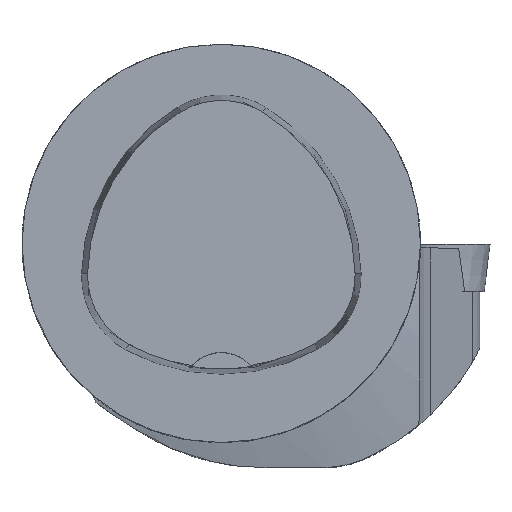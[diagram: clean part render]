
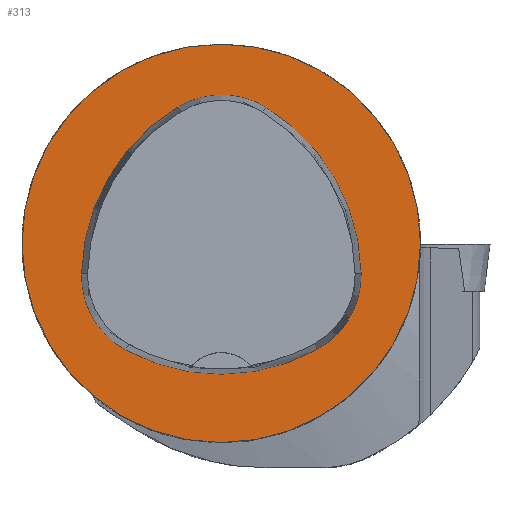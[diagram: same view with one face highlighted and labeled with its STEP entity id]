
A CAD part, top view. The second image highlights one B-rep face of the part: STEP entity #313.
In plain terms, the highlighted planar face has unit normal (0, 0, 1).
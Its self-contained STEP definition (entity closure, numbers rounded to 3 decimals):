
#313=ADVANCED_FACE('',(#396,#397),#353,.T.);
#353=PLANE('',#1111);
#396=FACE_BOUND('',#447,.T.);
#397=FACE_BOUND('',#448,.T.);
#447=EDGE_LOOP('',(#621,#622,#623,#624,#625,#626));
#448=EDGE_LOOP('',(#627));
#621=ORIENTED_EDGE('',*,*,#906,.F.);
#622=ORIENTED_EDGE('',*,*,#901,.F.);
#623=ORIENTED_EDGE('',*,*,#896,.F.);
#624=ORIENTED_EDGE('',*,*,#893,.F.);
#625=ORIENTED_EDGE('',*,*,#890,.F.);
#626=ORIENTED_EDGE('',*,*,#886,.F.);
#627=ORIENTED_EDGE('',*,*,#845,.T.);
#757=VERTEX_POINT('',#1570);
#789=VERTEX_POINT('',#1688);
#790=VERTEX_POINT('',#1689);
#793=VERTEX_POINT('',#1697);
#795=VERTEX_POINT('',#1703);
#797=VERTEX_POINT('',#1709);
#801=VERTEX_POINT('',#1722);
#845=EDGE_CURVE('',#757,#757,#955,.T.);
#886=EDGE_CURVE('',#789,#790,#963,.T.);
#890=EDGE_CURVE('',#790,#793,#965,.T.);
#893=EDGE_CURVE('',#793,#795,#967,.T.);
#896=EDGE_CURVE('',#795,#797,#969,.T.);
#901=EDGE_CURVE('',#797,#801,#972,.T.);
#906=EDGE_CURVE('',#801,#789,#975,.T.);
#955=CIRCLE('',#1064,20.);
#963=CIRCLE('',#1089,20.);
#965=CIRCLE('',#1092,8.5);
#967=CIRCLE('',#1095,20.);
#969=CIRCLE('',#1098,8.5);
#972=CIRCLE('',#1102,20.);
#975=CIRCLE('',#1106,8.5);
#1064=AXIS2_PLACEMENT_3D('',#1569,#1236,#1237);
#1089=AXIS2_PLACEMENT_3D('',#1687,#1299,#1300);
#1092=AXIS2_PLACEMENT_3D('',#1696,#1307,#1308);
#1095=AXIS2_PLACEMENT_3D('',#1702,#1314,#1315);
#1098=AXIS2_PLACEMENT_3D('',#1708,#1321,#1322);
#1102=AXIS2_PLACEMENT_3D('',#1721,#1330,#1331);
#1106=AXIS2_PLACEMENT_3D('',#1734,#1339,#1340);
#1111=AXIS2_PLACEMENT_3D('',#1739,#1349,#1350);
#1236=DIRECTION('',(0.,0.,1.));
#1237=DIRECTION('',(1.,0.,0.));
#1299=DIRECTION('',(0.,0.,1.));
#1300=DIRECTION('',(1.,0.,0.));
#1307=DIRECTION('',(0.,0.,1.));
#1308=DIRECTION('',(1.,0.,0.));
#1314=DIRECTION('',(0.,0.,1.));
#1315=DIRECTION('',(1.,0.,0.));
#1321=DIRECTION('',(0.,0.,1.));
#1322=DIRECTION('',(1.,0.,0.));
#1330=DIRECTION('',(0.,0.,1.));
#1331=DIRECTION('',(1.,0.,0.));
#1339=DIRECTION('',(0.,0.,1.));
#1340=DIRECTION('',(1.,0.,0.));
#1349=DIRECTION('',(0.,0.,1.));
#1350=DIRECTION('',(-1.,0.,0.));
#1569=CARTESIAN_POINT('',(0.,0.,0.));
#1570=CARTESIAN_POINT('',(20.,0.,0.));
#1687=CARTESIAN_POINT('',(-5.955,-3.414,0.));
#1688=CARTESIAN_POINT('',(14.041,-3.042,0.));
#1689=CARTESIAN_POINT('',(4.472,13.653,0.));
#1696=CARTESIAN_POINT('',(0.04,6.4,0.));
#1697=CARTESIAN_POINT('',(-4.347,13.68,0.));
#1702=CARTESIAN_POINT('',(5.976,-3.45,0.));
#1703=CARTESIAN_POINT('',(-14.021,-3.075,0.));
#1708=CARTESIAN_POINT('',(-5.522,-3.235,0.));
#1709=CARTESIAN_POINT('',(-9.588,-10.699,0.));
#1721=CARTESIAN_POINT('',(-0.022,6.864,0.));
#1722=CARTESIAN_POINT('',(9.655,-10.639,0.));
#1734=CARTESIAN_POINT('',(5.543,-3.2,0.));
#1739=CARTESIAN_POINT('',(0.,0.,0.));
